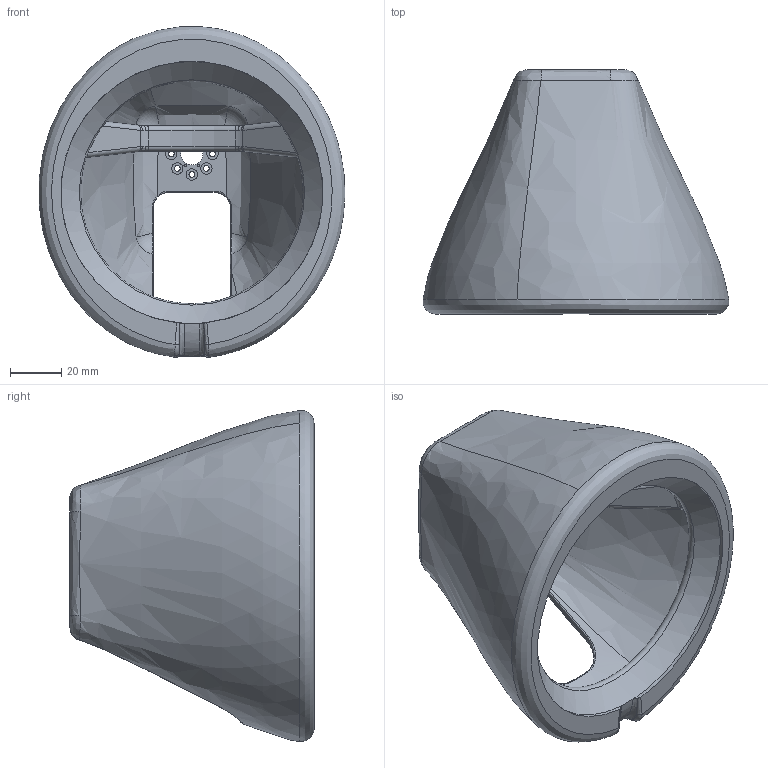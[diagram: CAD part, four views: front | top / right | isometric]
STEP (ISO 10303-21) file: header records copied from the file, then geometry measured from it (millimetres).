
FILE_DESCRIPTION(/* description */ (''),/* implementation_level */ '2;1');
FILE_NAME(/* name */ 'support_for_table.step',/* time_stamp */ '2025-12-22T16:07:10+01:00',/* author */ (''),/* organization */ (''),/* preprocessor_version */ 'ST-DEVELOPER v20.1',/* originating_system */ 'Autodesk Translation Framework v14.21.0.0',/* authorisation */ '');
FILE_SCHEMA (('AUTOMOTIVE_DESIGN { 1 0 10303 214 3 1 1 }'));
Length unit declared in the file: millimetre
Products named in the file (1): support_for_table_Dfaut
Bounding box: 118.97 x 95 x 128.71 mm (x, y, z)
Volume: 158411.2 mm3; surface area: 72108.1 mm2
Topology: 1 solids, 1 shells, 226 faces, 554 edges, 326 vertices
Faces by surface type: bspline 101, cylinder 51, plane 44, torus 17, cone 13
Full cylindrical faces by diameter (mm): 1 x3, 2.2 x8, 4.4 x8, 5.8 x2, 8.6 x1
Entity records: 43176 total; most frequent: CARTESIAN_POINT 38466, ORIENTED_EDGE 1084, DIRECTION 816, EDGE_CURVE 542, AXIS2_PLACEMENT_3D 347, VERTEX_POINT 326, EDGE_LOOP 260, FACE_OUTER_BOUND 226
